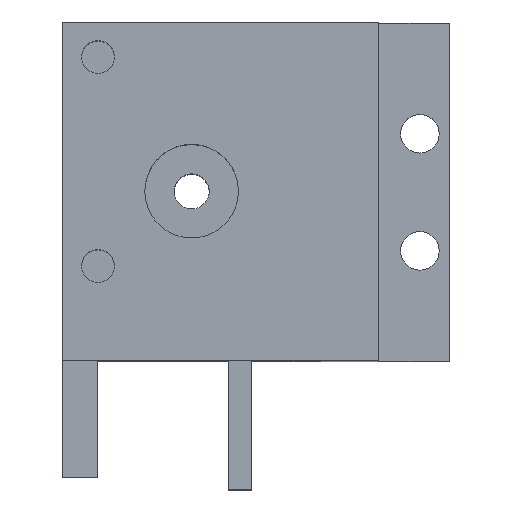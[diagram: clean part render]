
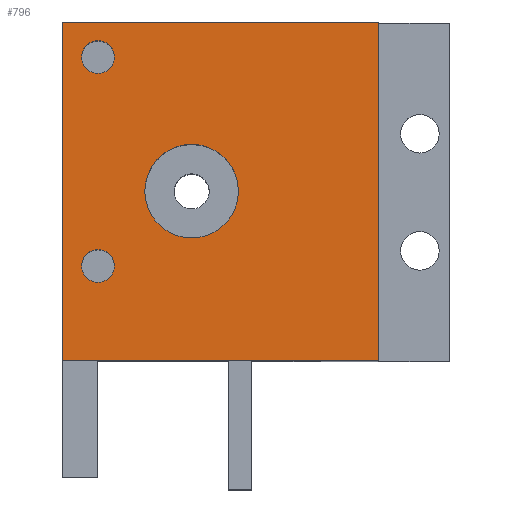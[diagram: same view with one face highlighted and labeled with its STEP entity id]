
A CAD part, top view. The second image highlights one B-rep face of the part: STEP entity #796.
In plain terms, the highlighted planar face has unit normal (0, 0, 1).
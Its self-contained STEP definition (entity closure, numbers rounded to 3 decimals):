
#107=LINE('',#1278,#198);
#109=LINE('',#1282,#200);
#111=LINE('',#1286,#202);
#113=LINE('',#1289,#204);
#198=VECTOR('',#1057,10.);
#200=VECTOR('',#1061,10.);
#202=VECTOR('',#1065,10.);
#204=VECTOR('',#1069,10.);
#218=FACE_BOUND('',#314,.T.);
#219=FACE_BOUND('',#315,.T.);
#220=FACE_BOUND('',#316,.T.);
#260=FACE_OUTER_BOUND('',#313,.T.);
#313=EDGE_LOOP('',(#718,#719,#720,#721));
#314=EDGE_LOOP('',(#722));
#315=EDGE_LOOP('',(#723));
#316=EDGE_LOOP('',(#724));
#330=CIRCLE('',#857,1.4);
#331=CIRCLE('',#859,4.);
#332=CIRCLE('',#861,1.4);
#397=VERTEX_POINT('',#1263);
#398=VERTEX_POINT('',#1267);
#399=VERTEX_POINT('',#1271);
#400=VERTEX_POINT('',#1275);
#401=VERTEX_POINT('',#1277);
#402=VERTEX_POINT('',#1281);
#403=VERTEX_POINT('',#1285);
#497=EDGE_CURVE('',#397,#397,#330,.T.);
#499=EDGE_CURVE('',#398,#398,#331,.T.);
#501=EDGE_CURVE('',#399,#399,#332,.T.);
#504=EDGE_CURVE('',#401,#400,#107,.T.);
#506=EDGE_CURVE('',#402,#401,#109,.T.);
#508=EDGE_CURVE('',#403,#402,#111,.T.);
#510=EDGE_CURVE('',#400,#403,#113,.T.);
#718=ORIENTED_EDGE('',*,*,#510,.T.);
#719=ORIENTED_EDGE('',*,*,#508,.T.);
#720=ORIENTED_EDGE('',*,*,#506,.T.);
#721=ORIENTED_EDGE('',*,*,#504,.T.);
#722=ORIENTED_EDGE('',*,*,#501,.T.);
#723=ORIENTED_EDGE('',*,*,#499,.T.);
#724=ORIENTED_EDGE('',*,*,#497,.T.);
#756=PLANE('',#866);
#796=ADVANCED_FACE('',(#260,#218,#219,#220),#756,.T.);
#857=AXIS2_PLACEMENT_3D('',#1264,#1041,#1042);
#859=AXIS2_PLACEMENT_3D('',#1268,#1046,#1047);
#861=AXIS2_PLACEMENT_3D('',#1272,#1051,#1052);
#866=AXIS2_PLACEMENT_3D('',#1290,#1070,#1071);
#1041=DIRECTION('center_axis',(0.,0.,-1.));
#1042=DIRECTION('ref_axis',(-1.,0.,0.));
#1046=DIRECTION('center_axis',(0.,0.,-1.));
#1047=DIRECTION('ref_axis',(-1.,0.,0.));
#1051=DIRECTION('center_axis',(0.,0.,-1.));
#1052=DIRECTION('ref_axis',(-1.,0.,0.));
#1057=DIRECTION('',(1.,0.,0.));
#1061=DIRECTION('',(0.,-1.,0.));
#1065=DIRECTION('',(-1.,0.,0.));
#1069=DIRECTION('',(0.,1.,0.));
#1070=DIRECTION('center_axis',(0.,0.,1.));
#1071=DIRECTION('ref_axis',(-1.,0.,0.));
#1263=CARTESIAN_POINT('',(-10.6,27.35,64.));
#1264=CARTESIAN_POINT('Origin',(-12.,27.35,64.));
#1267=CARTESIAN_POINT('',(0.,15.9,64.));
#1268=CARTESIAN_POINT('Origin',(-4.,15.9,64.));
#1271=CARTESIAN_POINT('',(-10.6,9.513,64.));
#1272=CARTESIAN_POINT('Origin',(-12.,9.513,64.));
#1275=CARTESIAN_POINT('',(12.,1.45,64.));
#1277=CARTESIAN_POINT('',(-15.,1.45,64.));
#1278=CARTESIAN_POINT('',(-15.,1.45,64.));
#1281=CARTESIAN_POINT('',(-15.,30.35,64.));
#1282=CARTESIAN_POINT('',(-15.,30.35,64.));
#1285=CARTESIAN_POINT('',(12.,30.35,64.));
#1286=CARTESIAN_POINT('',(12.,30.35,64.));
#1289=CARTESIAN_POINT('',(12.,1.45,64.));
#1290=CARTESIAN_POINT('Origin',(-1.5,15.9,64.));
